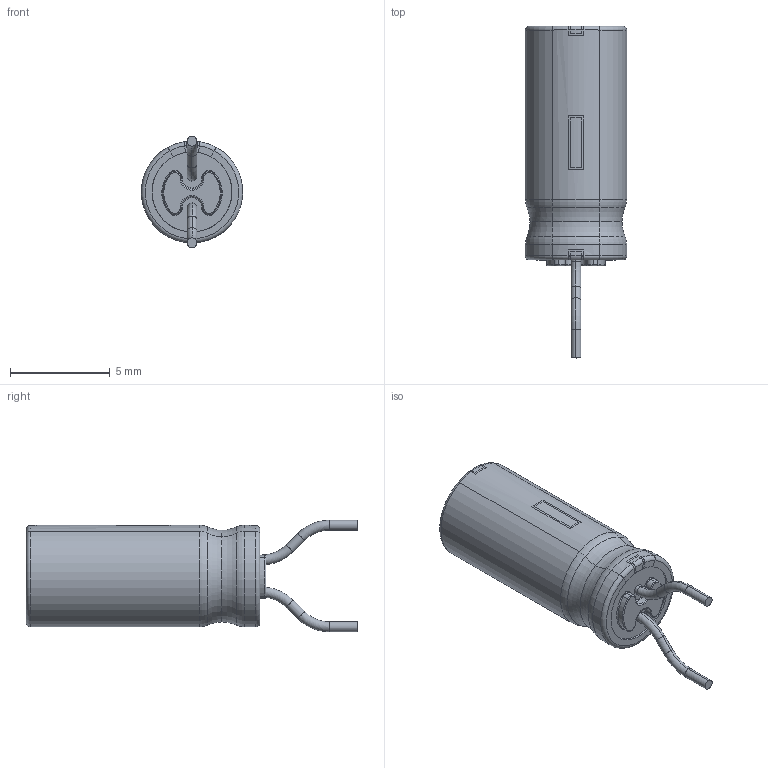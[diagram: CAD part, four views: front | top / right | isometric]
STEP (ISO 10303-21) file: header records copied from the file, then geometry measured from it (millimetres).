
FILE_DESCRIPTION (( 'STEP AP214' ), '1' );
FILE_NAME ('User Library-CE_R200_D200_H460.STEP', '2014-11-20T01:02:22', ( 'Windows User' ), ( '' ), 'SwSTEP 2.0', 'SolidWorks 2015', '' );
FILE_SCHEMA (( 'AUTOMOTIVE_DESIGN' ));
Length unit declared in the file: millimetre
Products named in the file (1): User Library-CE_R200_D200_H460
Bounding box: 5.06 x 16.6 x 5.58 mm (x, y, z)
Volume: 233.5 mm3; surface area: 247.4 mm2
Topology: 1 solids, 1 shells, 124 faces, 290 edges, 173 vertices
Faces by surface type: torus 56, cylinder 47, plane 21
Entity records: 4900 total; most frequent: DIRECTION 729, CARTESIAN_POINT 648, ORIENTED_EDGE 580, AXIS2_PLACEMENT_3D 326, EDGE_CURVE 290, CIRCLE 201, VERTEX_POINT 173, EDGE_LOOP 129
